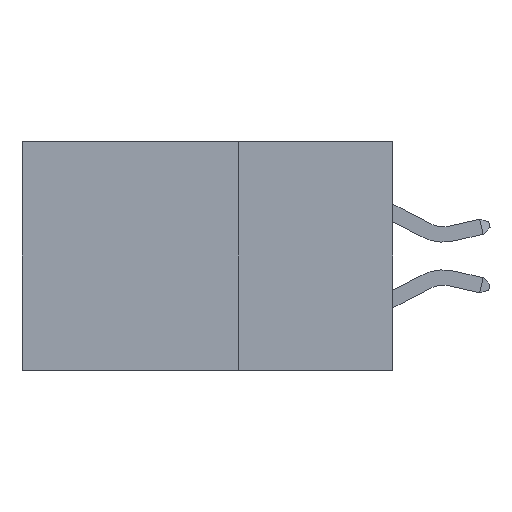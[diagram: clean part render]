
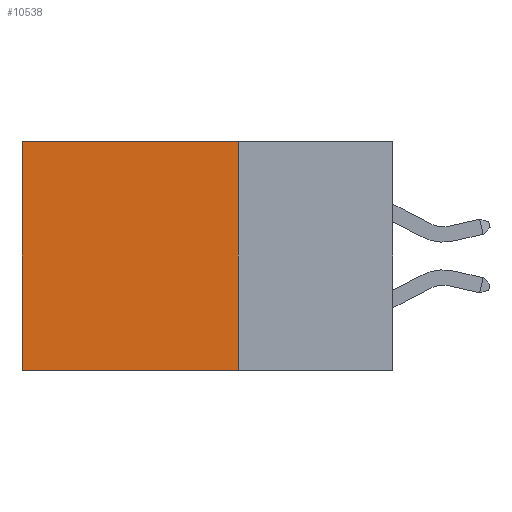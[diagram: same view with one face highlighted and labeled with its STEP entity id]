
A CAD part, left-side view. The second image highlights one B-rep face of the part: STEP entity #10538.
In plain terms, the highlighted planar face has unit normal (-1, 0, 0).
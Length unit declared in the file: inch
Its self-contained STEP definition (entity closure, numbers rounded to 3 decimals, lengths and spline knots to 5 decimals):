
#145 = DIRECTION ( 'NONE',  ( 0., 0., -1. ) ) ;
#300 = ORIENTED_EDGE ( 'NONE', *, *, #15839, .T. ) ;
#1544 = EDGE_CURVE ( 'NONE', #7179, #11729, #5649, .T. ) ;
#1624 = CARTESIAN_POINT ( 'NONE',  ( 0.2875, 0.6, -0.37 ) ) ;
#1828 = DIRECTION ( 'NONE',  ( 0., 1., 0. ) ) ;
#2847 = PLANE ( 'NONE',  #6496 ) ;
#3035 = DIRECTION ( 'NONE',  ( 0., 1., 0. ) ) ;
#3230 = EDGE_CURVE ( 'NONE', #10785, #11729, #3696, .T. ) ;
#3696 = LINE ( 'NONE', #14012, #5448 ) ;
#4121 = DIRECTION ( 'NONE',  ( 1., 0., 0. ) ) ;
#5062 = CARTESIAN_POINT ( 'NONE',  ( 0.2875, 0.25, 0. ) ) ;
#5448 = VECTOR ( 'NONE', #8839, 39.37008 ) ;
#5540 = VECTOR ( 'NONE', #1828, 39.37008 ) ;
#5649 = LINE ( 'NONE', #8251, #5540 ) ;
#6306 = CARTESIAN_POINT ( 'NONE',  ( 0.2875, 0.6, 0. ) ) ;
#6496 = AXIS2_PLACEMENT_3D ( 'NONE', #10628, #4121, #145 ) ;
#6922 = LINE ( 'NONE', #8107, #6936 ) ;
#6936 = VECTOR ( 'NONE', #3035, 39.37008 ) ;
#7179 = VERTEX_POINT ( 'NONE', #11080 ) ;
#7426 = EDGE_LOOP ( 'NONE', ( #14095, #9750, #12256, #300 ) ) ;
#7757 = DIRECTION ( 'NONE',  ( 0., 0., -1. ) ) ;
#8107 = CARTESIAN_POINT ( 'NONE',  ( 0.2875, 0.25, 0. ) ) ;
#8251 = CARTESIAN_POINT ( 'NONE',  ( 0.2875, 0.25, -0.37 ) ) ;
#8839 = DIRECTION ( 'NONE',  ( 0., 0., -1. ) ) ;
#9279 = LINE ( 'NONE', #5062, #11286 ) ;
#9750 = ORIENTED_EDGE ( 'NONE', *, *, #1544, .F. ) ;
#10538 = ADVANCED_FACE ( 'NONE', ( #10706 ), #2847, .F. ) ;
#10628 = CARTESIAN_POINT ( 'NONE',  ( 0.2875, 0.25, 0. ) ) ;
#10706 = FACE_OUTER_BOUND ( 'NONE', #7426, .T. ) ;
#10785 = VERTEX_POINT ( 'NONE', #6306 ) ;
#11080 = CARTESIAN_POINT ( 'NONE',  ( 0.2875, 0.25, -0.37 ) ) ;
#11286 = VECTOR ( 'NONE', #7757, 39.37008 ) ;
#11729 = VERTEX_POINT ( 'NONE', #1624 ) ;
#12256 = ORIENTED_EDGE ( 'NONE', *, *, #16044, .F. ) ;
#14012 = CARTESIAN_POINT ( 'NONE',  ( 0.2875, 0.6, 0. ) ) ;
#14095 = ORIENTED_EDGE ( 'NONE', *, *, #3230, .T. ) ;
#15542 = CARTESIAN_POINT ( 'NONE',  ( 0.2875, 0.25, 0. ) ) ;
#15839 = EDGE_CURVE ( 'NONE', #16056, #10785, #6922, .T. ) ;
#16044 = EDGE_CURVE ( 'NONE', #16056, #7179, #9279, .T. ) ;
#16056 = VERTEX_POINT ( 'NONE', #15542 ) ;
